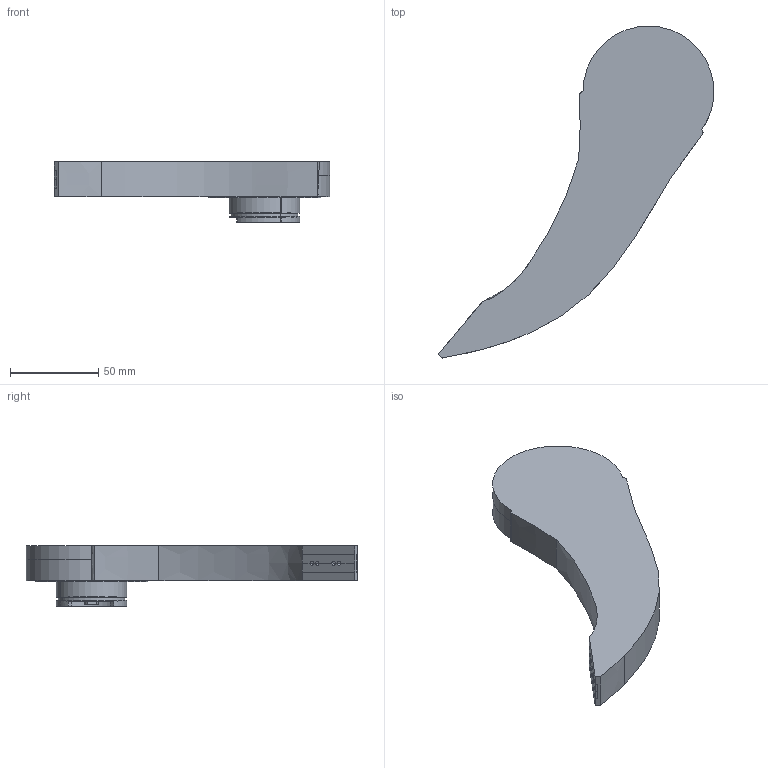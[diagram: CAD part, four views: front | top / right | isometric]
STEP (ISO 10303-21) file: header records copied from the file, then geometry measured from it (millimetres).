
FILE_DESCRIPTION(('CATIA V5 STEP Exchange'),'2;1');
FILE_NAME('IDS.stp','2018-06-21T22:47:49+00:00',('none'),('none'),'Version 5-6 Release 2013','CATIA V5 STEP AP203','none');
FILE_SCHEMA(('CONFIG_CONTROL_DESIGN'));
Length unit declared in the file: millimetre
Products named in the file (1): PEDAL ONE-STEP
Assembly tree (1 placements, depth 2):
  PEDAL ONE-STEP
    #58
Bounding box: 155.88 x 187.6 x 34.38 mm (x, y, z)
Volume: 210180.5 mm3; surface area: 66895.5 mm2
Topology: 7 solids, 7 shells, 135 faces, 333 edges, 216 vertices
Faces by surface type: plane 77, cylinder 50, extrusion 8
Entity records: 4281 total; most frequent: CARTESIAN_POINT 1222, ORIENTED_EDGE 666, DIRECTION 493, EDGE_CURVE 333, VERTEX_POINT 214, AXIS2_PLACEMENT_3D 206, VECTOR 193, LINE 185
